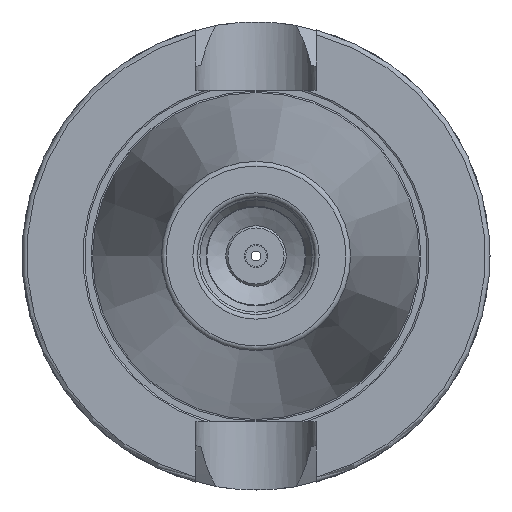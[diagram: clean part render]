
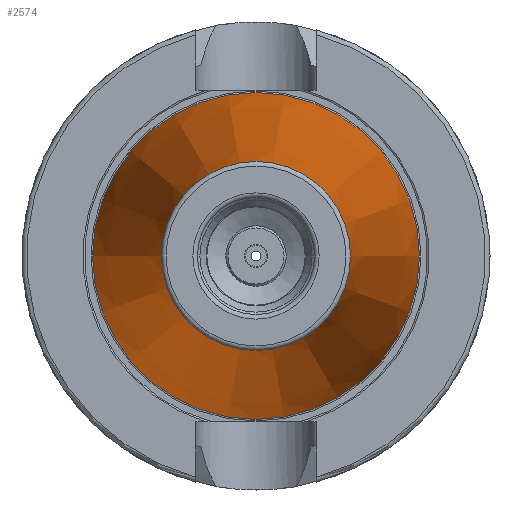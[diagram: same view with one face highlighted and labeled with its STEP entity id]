
A CAD part, left-side view. The second image highlights one B-rep face of the part: STEP entity #2574.
In plain terms, the highlighted conical face has half-angle 8.297 degrees and reference radius 27.564 mm.
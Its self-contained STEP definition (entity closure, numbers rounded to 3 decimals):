
#2540=CARTESIAN_POINT('',(-100.944,20.204,0.0));
#2541=VERTEX_POINT('',#2540);
#2542=CARTESIAN_POINT('',(-100.944,0.0,0.0));
#2543=DIRECTION('',(1.0,0.0,0.0));
#2544=DIRECTION('',(0.0,1.0,0.0));
#2545=AXIS2_PLACEMENT_3D('',#2542,#2543,#2544);
#2546=CIRCLE('',#2545,20.204);
#2547=EDGE_CURVE('',#2541,#2541,#2546,.T.);
#2555=CARTESIAN_POINT('',(-50.472,0.0,0.0));
#2556=DIRECTION('',(1.0,0.0,0.0));
#2557=DIRECTION('',(0.0,1.0,0.0));
#2558=AXIS2_PLACEMENT_3D('',#2555,#2556,#2557);
#2559=CONICAL_SURFACE('',#2558,27.564,8.297);
#2560=CARTESIAN_POINT('',(0.0,34.925,0.0));
#2561=VERTEX_POINT('',#2560);
#2562=CARTESIAN_POINT('',(0.0,0.0,0.0));
#2563=DIRECTION('',(1.0,0.0,0.0));
#2564=DIRECTION('',(0.0,1.0,0.0));
#2565=AXIS2_PLACEMENT_3D('',#2562,#2563,#2564);
#2566=CIRCLE('',#2565,34.925);
#2567=EDGE_CURVE('',#2561,#2561,#2566,.T.);
#2568=ORIENTED_EDGE('',*,*,#2567,.F.);
#2569=EDGE_LOOP('',(#2568));
#2570=FACE_OUTER_BOUND('',#2569,.T.);
#2571=ORIENTED_EDGE('',*,*,#2547,.T.);
#2572=EDGE_LOOP('',(#2571));
#2573=FACE_BOUND('',#2572,.T.);
#2574=ADVANCED_FACE('',(#2570,#2573),#2559,.T.);
